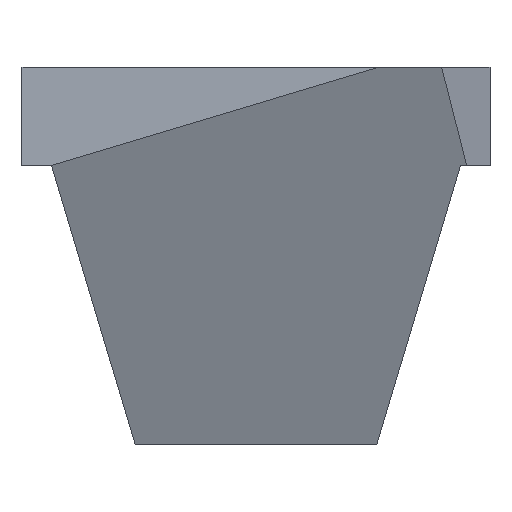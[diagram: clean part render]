
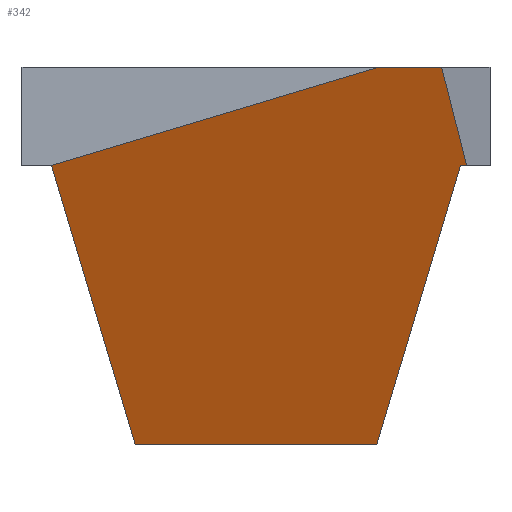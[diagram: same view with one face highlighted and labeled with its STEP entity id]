
A CAD part, left-side view. The second image highlights one B-rep face of the part: STEP entity #342.
In plain terms, the highlighted planar face has unit normal (-0.908, -0.12, -0.4).
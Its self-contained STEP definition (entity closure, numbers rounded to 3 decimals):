
#24=FACE_OUTER_BOUND('',#43,.T.);
#43=EDGE_LOOP('',(#231,#232,#233,#234,#235,#236,#237));
#63=LINE('',#478,#109);
#64=LINE('',#480,#110);
#65=LINE('',#482,#111);
#66=LINE('',#484,#112);
#67=LINE('',#486,#113);
#68=LINE('',#488,#114);
#69=LINE('',#489,#115);
#109=VECTOR('',#392,10.);
#110=VECTOR('',#393,10.);
#111=VECTOR('',#394,10.);
#112=VECTOR('',#395,10.);
#113=VECTOR('',#396,10.);
#114=VECTOR('',#397,10.);
#115=VECTOR('',#398,10.);
#155=VERTEX_POINT('',#476);
#156=VERTEX_POINT('',#477);
#157=VERTEX_POINT('',#479);
#158=VERTEX_POINT('',#481);
#159=VERTEX_POINT('',#483);
#160=VERTEX_POINT('',#485);
#161=VERTEX_POINT('',#487);
#185=EDGE_CURVE('',#155,#156,#63,.T.);
#186=EDGE_CURVE('',#157,#155,#64,.T.);
#187=EDGE_CURVE('',#158,#157,#65,.T.);
#188=EDGE_CURVE('',#159,#158,#66,.T.);
#189=EDGE_CURVE('',#160,#159,#67,.T.);
#190=EDGE_CURVE('',#161,#160,#68,.T.);
#191=EDGE_CURVE('',#156,#161,#69,.T.);
#231=ORIENTED_EDGE('',*,*,#185,.F.);
#232=ORIENTED_EDGE('',*,*,#186,.F.);
#233=ORIENTED_EDGE('',*,*,#187,.F.);
#234=ORIENTED_EDGE('',*,*,#188,.F.);
#235=ORIENTED_EDGE('',*,*,#189,.F.);
#236=ORIENTED_EDGE('',*,*,#190,.F.);
#237=ORIENTED_EDGE('',*,*,#191,.F.);
#323=PLANE('',#369);
#342=ADVANCED_FACE('',(#24),#323,.F.);
#369=AXIS2_PLACEMENT_3D('',#475,#390,#391);
#390=DIRECTION('center_axis',(0.908,0.12,0.4));
#391=DIRECTION('ref_axis',(-0.418,0.261,0.87));
#392=DIRECTION('',(0.131,-0.991,0.));
#393=DIRECTION('',(0.,-0.958,0.287));
#394=DIRECTION('',(-0.418,0.261,0.87));
#395=DIRECTION('',(-0.131,0.991,0.));
#396=DIRECTION('',(0.359,0.268,-0.894));
#397=DIRECTION('',(-0.131,0.991,0.));
#398=DIRECTION('',(0.418,-0.225,-0.88));
#475=CARTESIAN_POINT('Origin',(220.,443.578,-88.073));
#476=CARTESIAN_POINT('',(0.,147.667,500.));
#477=CARTESIAN_POINT('',(11.053,64.048,500.));
#478=CARTESIAN_POINT('',(-25.343,339.388,500.));
#479=CARTESIAN_POINT('',(0.,581.,370.));
#480=CARTESIAN_POINT('',(0.,649.807,349.358));
#481=CARTESIAN_POINT('',(177.701,470.,0.));
#482=CARTESIAN_POINT('',(253.195,422.843,-157.19));
#483=CARTESIAN_POINT('',(220.,150.,0.));
#484=CARTESIAN_POINT('',(191.182,368.01,0.));
#485=CARTESIAN_POINT('',(71.644,39.,370.));
#486=CARTESIAN_POINT('',(220.866,150.648,-2.16));
#487=CARTESIAN_POINT('',(72.723,30.842,370.));
#488=CARTESIAN_POINT('',(55.425,161.701,370.));
#489=CARTESIAN_POINT('',(210.228,-43.2,80.138));
